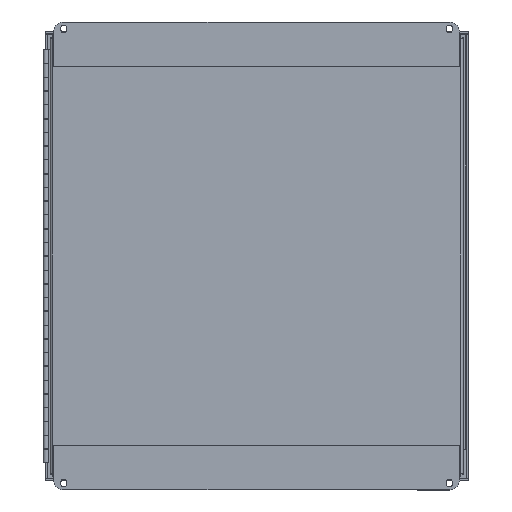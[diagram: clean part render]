
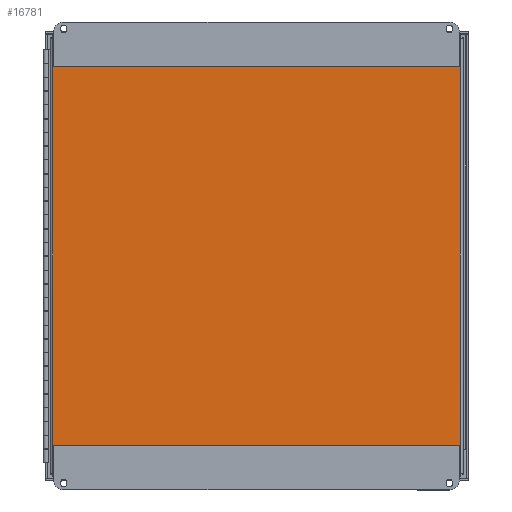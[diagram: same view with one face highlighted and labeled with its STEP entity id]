
A CAD part, top view. The second image highlights one B-rep face of the part: STEP entity #16781.
In plain terms, the highlighted face is planar.
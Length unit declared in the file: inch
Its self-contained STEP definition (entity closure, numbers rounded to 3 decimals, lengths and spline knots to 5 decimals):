
#1787=FACE_OUTER_BOUND('',#2714,.T.);
#2714=EDGE_LOOP('',(#13549,#13550,#13551,#13552));
#4419=LINE('',#26350,#6133);
#4424=LINE('',#26429,#6138);
#4429=LINE('',#26508,#6143);
#4434=LINE('',#26586,#6148);
#6133=VECTOR('',#21294,14.7895);
#6138=VECTOR('',#21305,15.7895);
#6143=VECTOR('',#21318,15.7895);
#6148=VECTOR('',#21331,14.7895);
#7586=VERTEX_POINT('',#26341);
#7587=VERTEX_POINT('',#26349);
#7590=VERTEX_POINT('',#26428);
#7592=VERTEX_POINT('',#26500);
#9647=EDGE_CURVE('',#7587,#7586,#4419,.T.);
#9656=EDGE_CURVE('',#7590,#7587,#4424,.T.);
#9665=EDGE_CURVE('',#7586,#7592,#4429,.T.);
#9674=EDGE_CURVE('',#7592,#7590,#4434,.T.);
#13549=ORIENTED_EDGE('',*,*,#9647,.T.);
#13550=ORIENTED_EDGE('',*,*,#9665,.T.);
#13551=ORIENTED_EDGE('',*,*,#9674,.T.);
#13552=ORIENTED_EDGE('',*,*,#9656,.T.);
#15360=PLANE('',#17881);
#16781=ADVANCED_FACE('',(#1787),#15360,.F.);
#17881=AXIS2_PLACEMENT_3D('',#26653,#21340,#21341);
#21294=DIRECTION('',(-1.,0.,0.));
#21305=DIRECTION('',(0.,-1.,0.));
#21318=DIRECTION('',(0.,1.,0.));
#21331=DIRECTION('',(1.,0.,0.));
#21340=DIRECTION('center_axis',(0.,0.,1.));
#21341=DIRECTION('ref_axis',(1.,0.,0.));
#26341=CARTESIAN_POINT('',(0.10525,0.10525,0.));
#26349=CARTESIAN_POINT('',(14.89475,0.10525,0.));
#26350=CARTESIAN_POINT('',(11.19738,0.10525,0.));
#26428=CARTESIAN_POINT('',(14.89475,15.89475,0.));
#26429=CARTESIAN_POINT('',(14.89475,11.94738,0.));
#26500=CARTESIAN_POINT('',(0.10525,15.89475,0.));
#26508=CARTESIAN_POINT('',(0.10525,4.05263,0.));
#26586=CARTESIAN_POINT('',(3.80262,15.89475,0.));
#26653=CARTESIAN_POINT('Origin',(7.5,8.,0.));
